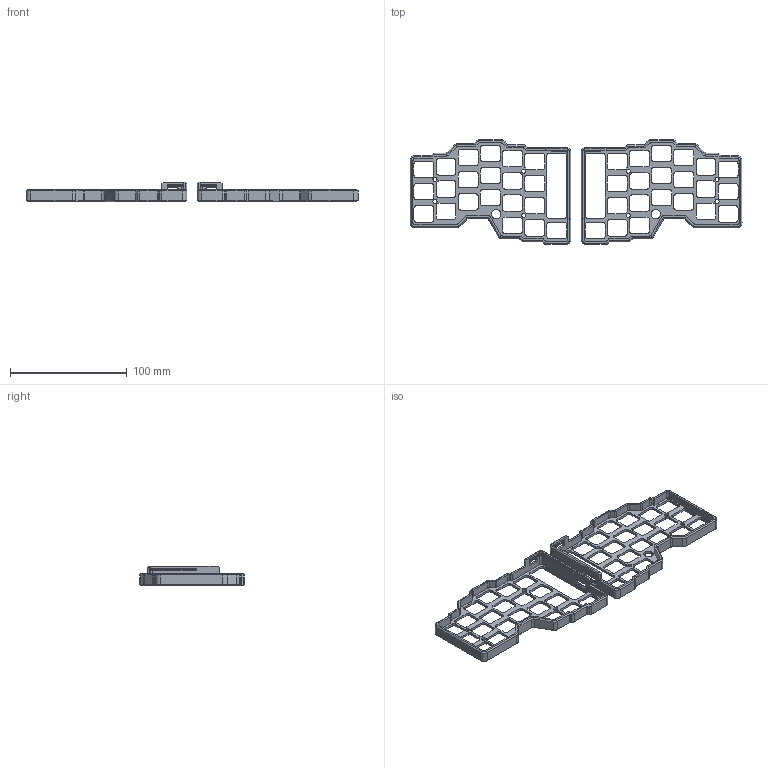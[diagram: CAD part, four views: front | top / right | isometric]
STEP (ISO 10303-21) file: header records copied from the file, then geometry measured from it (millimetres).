
FILE_DESCRIPTION(/* description */ (''),/* implementation_level */ '2;1');
FILE_NAME(/* name */ 'mriya-bumper-fdm-v1.08.step',/* time_stamp */ '2024-09-22T12:37:39+03:00',/* author */ (''),/* organization */ (''),/* preprocessor_version */ 'ST-DEVELOPER v20',/* originating_system */ 'Autodesk Translation Framework v13.14.0.145',/* authorisation */ '');
FILE_SCHEMA (('AUTOMOTIVE_DESIGN { 1 0 10303 214 3 1 1 }'));
Length unit declared in the file: millimetre
Products named in the file (1): mriya-bumper-fdm
Bounding box: 284.6 x 89.7 x 17 mm (x, y, z)
Volume: 36028.8 mm3; surface area: 39736.3 mm2
Topology: 2 solids, 2 shells, 954 faces, 2636 edges, 1692 vertices
Faces by surface type: plane 490, cylinder 354, cone 110
Full cylindrical faces by diameter (mm): 3.5 x8, 8 x2
Entity records: 30605 total; most frequent: DIRECTION 5388, CARTESIAN_POINT 5283, ORIENTED_EDGE 5272, EDGE_CURVE 2636, AXIS2_PLACEMENT_3D 1797, LINE 1794, VECTOR 1794, VERTEX_POINT 1692
